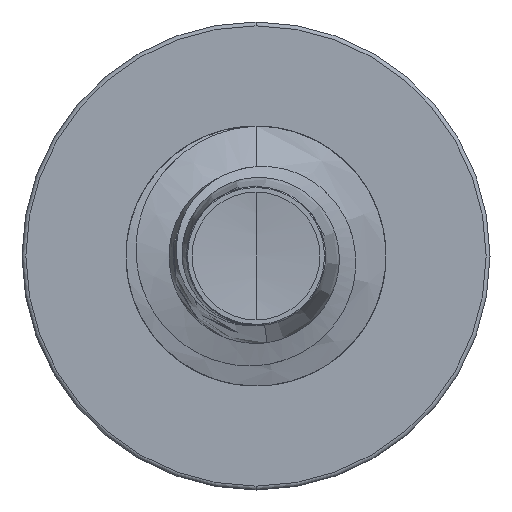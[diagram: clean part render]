
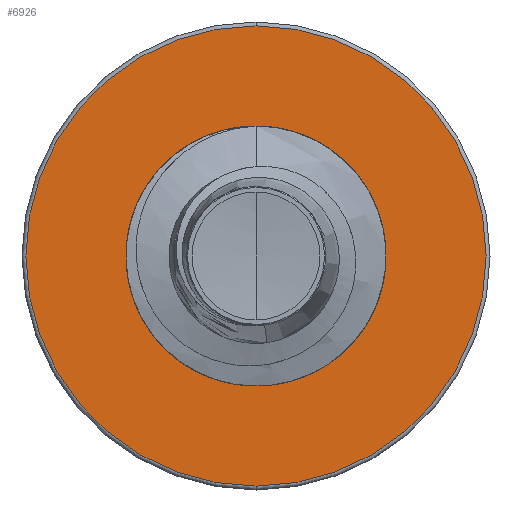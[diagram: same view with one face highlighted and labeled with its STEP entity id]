
A CAD part, front view. The second image highlights one B-rep face of the part: STEP entity #6926.
In plain terms, the highlighted planar face has unit normal (0, -1, 0).
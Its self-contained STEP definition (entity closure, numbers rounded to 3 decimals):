
#1193 = AXIS2_PLACEMENT_3D ( 'NONE', #2252, #17733, #4673 ) ;
#1440 = CARTESIAN_POINT ( 'NONE',  ( 0., 30., -2.842 ) ) ;
#2252 = CARTESIAN_POINT ( 'NONE',  ( 0., 30., 0. ) ) ;
#2601 = AXIS2_PLACEMENT_3D ( 'NONE', #22837, #11031, #24575 ) ;
#2834 = AXIS2_PLACEMENT_3D ( 'NONE', #18274, #5323, #20180 ) ;
#3475 = AXIS2_PLACEMENT_3D ( 'NONE', #10500, #24148, #12711 ) ;
#4673 = DIRECTION ( 'NONE',  ( 0., 0., 1. ) ) ;
#4787 = VERTEX_POINT ( 'NONE', #1440 ) ;
#5323 = DIRECTION ( 'NONE',  ( 0., 1., 0. ) ) ;
#5682 = VERTEX_POINT ( 'NONE', #14612 ) ;
#6257 = CIRCLE ( 'NONE', #2601, 5.31 ) ;
#6926 = ADVANCED_FACE ( 'NONE', ( #14564, #14855 ), #19505, .F. ) ;
#7095 = EDGE_LOOP ( 'NONE', ( #19104, #26283 ) ) ;
#7747 = CIRCLE ( 'NONE', #2834, 2.842 ) ;
#8181 = VERTEX_POINT ( 'NONE', #14521 ) ;
#10500 = CARTESIAN_POINT ( 'NONE',  ( 0., 30., 0. ) ) ;
#11031 = DIRECTION ( 'NONE',  ( 0., 1., 0. ) ) ;
#11336 = CARTESIAN_POINT ( 'NONE',  ( 0., 30., 5.31 ) ) ;
#12711 = DIRECTION ( 'NONE',  ( 0., 0., 1. ) ) ;
#13374 = CIRCLE ( 'NONE', #1193, 2.842 ) ;
#14521 = CARTESIAN_POINT ( 'NONE',  ( 0., 30., -5.31 ) ) ;
#14564 = FACE_OUTER_BOUND ( 'NONE', #7095, .T. ) ;
#14612 = CARTESIAN_POINT ( 'NONE',  ( 0., 30., 2.842 ) ) ;
#14855 = FACE_BOUND ( 'NONE', #17473, .T. ) ;
#17422 = AXIS2_PLACEMENT_3D ( 'NONE', #19836, #19369, #19345 ) ;
#17473 = EDGE_LOOP ( 'NONE', ( #19700, #21239 ) ) ;
#17733 = DIRECTION ( 'NONE',  ( 0., 1., 0. ) ) ;
#18274 = CARTESIAN_POINT ( 'NONE',  ( 0., 30., 0. ) ) ;
#18585 = VERTEX_POINT ( 'NONE', #11336 ) ;
#19104 = ORIENTED_EDGE ( 'NONE', *, *, #23679, .F. ) ;
#19345 = DIRECTION ( 'NONE',  ( 0., 0., 1. ) ) ;
#19369 = DIRECTION ( 'NONE',  ( 0., 1., 0. ) ) ;
#19505 = PLANE ( 'NONE',  #17422 ) ;
#19700 = ORIENTED_EDGE ( 'NONE', *, *, #25269, .T. ) ;
#19836 = CARTESIAN_POINT ( 'NONE',  ( 0., 30., -2.842 ) ) ;
#20180 = DIRECTION ( 'NONE',  ( 0., 0., 1. ) ) ;
#21239 = ORIENTED_EDGE ( 'NONE', *, *, #23850, .T. ) ;
#22837 = CARTESIAN_POINT ( 'NONE',  ( 0., 30., 0. ) ) ;
#22984 = CIRCLE ( 'NONE', #3475, 5.31 ) ;
#23679 = EDGE_CURVE ( 'NONE', #18585, #8181, #22984, .T. ) ;
#23850 = EDGE_CURVE ( 'NONE', #4787, #5682, #7747, .T. ) ;
#24148 = DIRECTION ( 'NONE',  ( 0., 1., 0. ) ) ;
#24190 = EDGE_CURVE ( 'NONE', #8181, #18585, #6257, .T. ) ;
#24575 = DIRECTION ( 'NONE',  ( 0., 0., 1. ) ) ;
#25269 = EDGE_CURVE ( 'NONE', #5682, #4787, #13374, .T. ) ;
#26283 = ORIENTED_EDGE ( 'NONE', *, *, #24190, .F. ) ;
